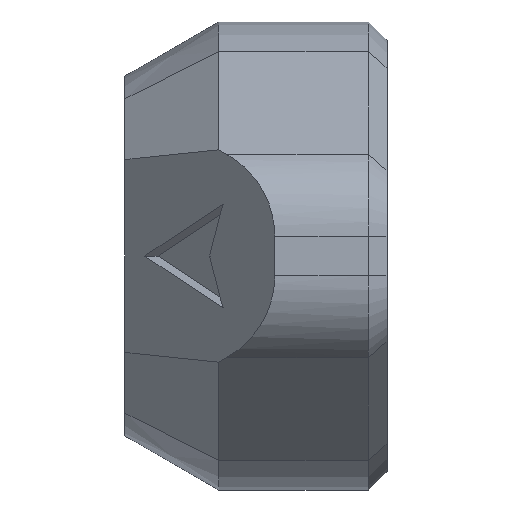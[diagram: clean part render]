
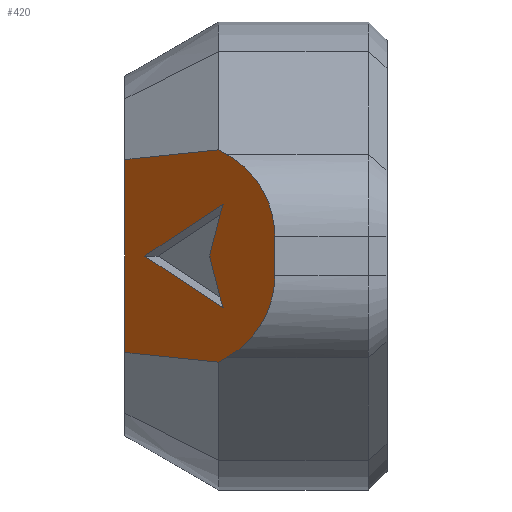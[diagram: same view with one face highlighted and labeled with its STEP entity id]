
A CAD part, left-side view. The second image highlights one B-rep face of the part: STEP entity #420.
In plain terms, the highlighted planar face has unit normal (-0.707, 0.707, 0).
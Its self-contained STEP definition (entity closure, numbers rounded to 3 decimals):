
#2 = LINE ( 'NONE', #766, #885 ) ;
#3 = CARTESIAN_POINT ( 'NONE',  ( -11.561, 12.939, 0. ) ) ;
#14 = ORIENTED_EDGE ( 'NONE', *, *, #92, .F. ) ;
#19 = DIRECTION ( 'NONE',  ( -0.242, -0.242, 0.94 ) ) ;
#78 = CARTESIAN_POINT ( 'NONE',  ( -15.934, 8.566, 5.43 ) ) ;
#89 = EDGE_CURVE ( 'NONE', #1549, #1468, #1907, .T. ) ;
#92 = EDGE_CURVE ( 'NONE', #1468, #101, #2, .T. ) ;
#101 = VERTEX_POINT ( 'NONE', #258 ) ;
#145 = EDGE_CURVE ( 'NONE', #900, #1681, #1801, .T. ) ;
#177 = DIRECTION ( 'NONE',  ( 0.705, 0.705, -0.073 ) ) ;
#186 = EDGE_CURVE ( 'NONE', #2147, #2125, #1403, .T. ) ;
#214 = VECTOR ( 'NONE', #1994, 1000. ) ;
#247 = CARTESIAN_POINT ( 'NONE',  ( -18.5, 6., 2.922 ) ) ;
#258 = CARTESIAN_POINT ( 'NONE',  ( -15.019, 9.481, 0. ) ) ;
#260 = LINE ( 'NONE', #1424, #214 ) ;
#265 = VECTOR ( 'NONE', #177, 1000. ) ;
#291 = ORIENTED_EDGE ( 'NONE', *, *, #2090, .T. ) ;
#293 = FACE_OUTER_BOUND ( 'NONE', #2157, .T. ) ;
#312 = ORIENTED_EDGE ( 'NONE', *, *, #1441, .F. ) ;
#420 = ADVANCED_FACE ( 'NONE', ( #502, #293 ), #719, .T. ) ;
#426 = CARTESIAN_POINT ( 'NONE',  ( -18.5, 6., 1.062 ) ) ;
#453 = VERTEX_POINT ( 'NONE', #1874 ) ;
#464 = CARTESIAN_POINT ( 'NONE',  ( -10.5, 14., 4. ) ) ;
#486 = DIRECTION ( 'NONE',  ( -0.707, 0.707, 0. ) ) ;
#502 = FACE_BOUND ( 'NONE', #1195, .T. ) ;
#507 = CARTESIAN_POINT ( 'NONE',  ( -15.934, 8.566, -5.43 ) ) ;
#534 = CARTESIAN_POINT ( 'NONE',  ( -15.726, 8.774, -2.747 ) ) ;
#561 = DIRECTION ( 'NONE',  ( -0.658, -0.658, -0.367 ) ) ;
#658 = LINE ( 'NONE', #1055, #2465 ) ;
#708 = ORIENTED_EDGE ( 'NONE', *, *, #1379, .F. ) ;
#719 = PLANE ( 'NONE',  #2252 ) ;
#723 = EDGE_CURVE ( 'NONE', #1811, #2249, #976, .T. ) ;
#751 = CARTESIAN_POINT ( 'NONE',  ( -15.726, 8.774, 2.747 ) ) ;
#758 = LINE ( 'NONE', #1933, #2256 ) ;
#766 = CARTESIAN_POINT ( 'NONE',  ( -15.726, 8.774, -2.747 ) ) ;
#864 = CARTESIAN_POINT ( 'NONE',  ( -10.5, 14., 0. ) ) ;
#885 = VECTOR ( 'NONE', #1521, 1000. ) ;
#900 = VERTEX_POINT ( 'NONE', #864 ) ;
#950 = DIRECTION ( 'NONE',  ( -0.641, -0.641, -0.423 ) ) ;
#976 =( BOUNDED_CURVE ( )  B_SPLINE_CURVE ( 3, ( #1382, #2366, #1795, #1577 ),
 .UNSPECIFIED., .F., .T. ) 
 B_SPLINE_CURVE_WITH_KNOTS ( ( 4, 4 ),
 ( 5.221, 6.283 ),
 .UNSPECIFIED. ) 
 CURVE ( )  GEOMETRIC_REPRESENTATION_ITEM ( )  RATIONAL_B_SPLINE_CURVE ( ( 1., 0.908, 0.908, 1. ) ) 
 REPRESENTATION_ITEM ( '' )  );
#1009 = EDGE_CURVE ( 'NONE', #101, #2270, #1883, .T. ) ;
#1013 = VERTEX_POINT ( 'NONE', #1696 ) ;
#1022 = VECTOR ( 'NONE', #1433, 1000. ) ;
#1045 = CARTESIAN_POINT ( 'NONE',  ( -10.5, 14., 5.154 ) ) ;
#1055 = CARTESIAN_POINT ( 'NONE',  ( -10.234, 14.266, -5.126 ) ) ;
#1100 = ORIENTED_EDGE ( 'NONE', *, *, #723, .T. ) ;
#1182 = DIRECTION ( 'NONE',  ( 0.658, 0.658, -0.367 ) ) ;
#1193 = DIRECTION ( 'NONE',  ( 0., 0., 1. ) ) ;
#1195 = EDGE_LOOP ( 'NONE', ( #1930, #2309, #14, #2264 ) ) ;
#1304 = CARTESIAN_POINT ( 'NONE',  ( -12.54, 11.96, 7.321 ) ) ;
#1334 = VECTOR ( 'NONE', #1491, 1000. ) ;
#1343 = CARTESIAN_POINT ( 'NONE',  ( -10.5, 14., -5.154 ) ) ;
#1364 = CARTESIAN_POINT ( 'NONE',  ( -17.558, 6.942, 4.525 ) ) ;
#1379 = EDGE_CURVE ( 'NONE', #453, #2125, #1479, .T. ) ;
#1382 = CARTESIAN_POINT ( 'NONE',  ( -15.934, 8.566, -5.43 ) ) ;
#1398 = ORIENTED_EDGE ( 'NONE', *, *, #2161, .T. ) ;
#1403 =( BOUNDED_CURVE ( )  B_SPLINE_CURVE ( 3, ( #426, #247, #1364, #78 ),
 .UNSPECIFIED., .F., .T. ) 
 B_SPLINE_CURVE_WITH_KNOTS ( ( 4, 4 ),
 ( 0., 1.062 ),
 .UNSPECIFIED. ) 
 CURVE ( )  GEOMETRIC_REPRESENTATION_ITEM ( )  RATIONAL_B_SPLINE_CURVE ( ( 1., 0.908, 0.908, 1. ) ) 
 REPRESENTATION_ITEM ( '' )  );
#1406 = VECTOR ( 'NONE', #19, 1000. ) ;
#1419 = DIRECTION ( 'NONE',  ( -0.705, -0.705, -0.073 ) ) ;
#1424 = CARTESIAN_POINT ( 'NONE',  ( -18.5, 6., -4. ) ) ;
#1433 = DIRECTION ( 'NONE',  ( 0.641, 0.641, -0.423 ) ) ;
#1441 = EDGE_CURVE ( 'NONE', #1534, #900, #2064, .T. ) ;
#1468 = VERTEX_POINT ( 'NONE', #534 ) ;
#1479 = LINE ( 'NONE', #1304, #1896 ) ;
#1491 = DIRECTION ( 'NONE',  ( 0., 0., 1. ) ) ;
#1521 = DIRECTION ( 'NONE',  ( 0.242, 0.242, 0.94 ) ) ;
#1531 = EDGE_CURVE ( 'NONE', #1811, #1013, #758, .T. ) ;
#1534 = VERTEX_POINT ( 'NONE', #1343 ) ;
#1549 = VERTEX_POINT ( 'NONE', #3 ) ;
#1577 = CARTESIAN_POINT ( 'NONE',  ( -18.5, 6., -1.062 ) ) ;
#1657 = EDGE_CURVE ( 'NONE', #2147, #2249, #260, .T. ) ;
#1659 = CARTESIAN_POINT ( 'NONE',  ( -11.561, 12.939, 0. ) ) ;
#1681 = VERTEX_POINT ( 'NONE', #1045 ) ;
#1696 = CARTESIAN_POINT ( 'NONE',  ( -15.5, 9., -5.672 ) ) ;
#1702 = CARTESIAN_POINT ( 'NONE',  ( -18.5, 6., -1.062 ) ) ;
#1716 = CARTESIAN_POINT ( 'NONE',  ( -11.561, 12.939, 0. ) ) ;
#1791 = ORIENTED_EDGE ( 'NONE', *, *, #1657, .F. ) ;
#1795 = CARTESIAN_POINT ( 'NONE',  ( -18.5, 6., -2.922 ) ) ;
#1799 = CARTESIAN_POINT ( 'NONE',  ( -15.934, 8.566, 5.43 ) ) ;
#1801 = LINE ( 'NONE', #464, #2364 ) ;
#1811 = VERTEX_POINT ( 'NONE', #507 ) ;
#1845 = CARTESIAN_POINT ( 'NONE',  ( -10.5, 14., 0. ) ) ;
#1874 = CARTESIAN_POINT ( 'NONE',  ( -15.5, 9., 5.672 ) ) ;
#1883 = LINE ( 'NONE', #2262, #1406 ) ;
#1893 = CARTESIAN_POINT ( 'NONE',  ( -10.234, 14.266, 5.126 ) ) ;
#1896 = VECTOR ( 'NONE', #561, 1000. ) ;
#1907 = LINE ( 'NONE', #1716, #1972 ) ;
#1930 = ORIENTED_EDGE ( 'NONE', *, *, #2210, .F. ) ;
#1933 = CARTESIAN_POINT ( 'NONE',  ( -12.54, 11.96, -7.321 ) ) ;
#1935 = ORIENTED_EDGE ( 'NONE', *, *, #1531, .F. ) ;
#1972 = VECTOR ( 'NONE', #950, 1000. ) ;
#1978 = LINE ( 'NONE', #1893, #265 ) ;
#1994 = DIRECTION ( 'NONE',  ( 0., 0., -1. ) ) ;
#2030 = CARTESIAN_POINT ( 'NONE',  ( -18.5, 6., 1.062 ) ) ;
#2049 = CARTESIAN_POINT ( 'NONE',  ( -10.5, 14., 4. ) ) ;
#2064 = LINE ( 'NONE', #2049, #1334 ) ;
#2090 = EDGE_CURVE ( 'NONE', #453, #1681, #1978, .T. ) ;
#2125 = VERTEX_POINT ( 'NONE', #1799 ) ;
#2147 = VERTEX_POINT ( 'NONE', #2030 ) ;
#2157 = EDGE_LOOP ( 'NONE', ( #1935, #1100, #1791, #2375, #708, #291, #2428, #312, #1398 ) ) ;
#2161 = EDGE_CURVE ( 'NONE', #1534, #1013, #658, .T. ) ;
#2210 = EDGE_CURVE ( 'NONE', #2270, #1549, #2380, .T. ) ;
#2227 = DIRECTION ( 'NONE',  ( 0., 0., -1. ) ) ;
#2249 = VERTEX_POINT ( 'NONE', #1702 ) ;
#2252 = AXIS2_PLACEMENT_3D ( 'NONE', #1845, #486, #2227 ) ;
#2256 = VECTOR ( 'NONE', #1182, 1000. ) ;
#2262 = CARTESIAN_POINT ( 'NONE',  ( -15.726, 8.774, 2.747 ) ) ;
#2264 = ORIENTED_EDGE ( 'NONE', *, *, #89, .F. ) ;
#2270 = VERTEX_POINT ( 'NONE', #751 ) ;
#2309 = ORIENTED_EDGE ( 'NONE', *, *, #1009, .F. ) ;
#2364 = VECTOR ( 'NONE', #1193, 1000. ) ;
#2366 = CARTESIAN_POINT ( 'NONE',  ( -17.558, 6.942, -4.525 ) ) ;
#2375 = ORIENTED_EDGE ( 'NONE', *, *, #186, .T. ) ;
#2380 = LINE ( 'NONE', #1659, #1022 ) ;
#2428 = ORIENTED_EDGE ( 'NONE', *, *, #145, .F. ) ;
#2465 = VECTOR ( 'NONE', #1419, 1000. ) ;
